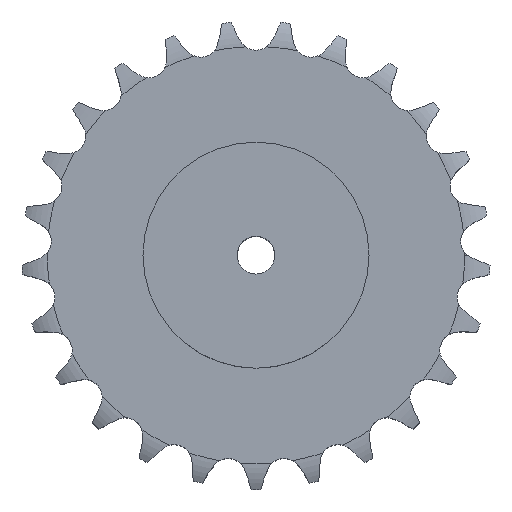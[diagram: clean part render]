
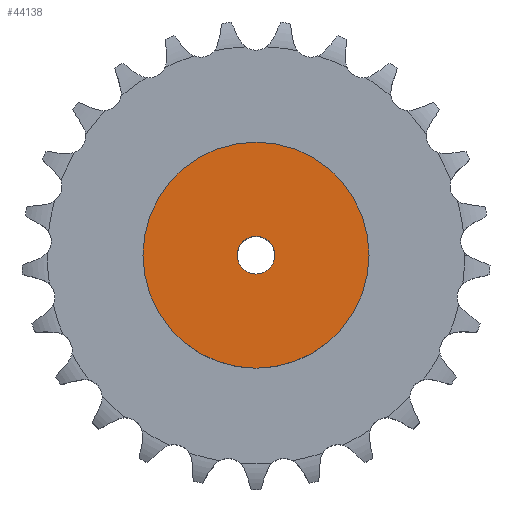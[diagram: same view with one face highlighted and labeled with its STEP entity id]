
A CAD part, top view. The second image highlights one B-rep face of the part: STEP entity #44138.
In plain terms, the highlighted planar face has unit normal (0, 0, 1).
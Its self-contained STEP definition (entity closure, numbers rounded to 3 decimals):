
#23594 = CYLINDRICAL_SURFACE('',#23595,15.);
#23595 = AXIS2_PLACEMENT_3D('',#23596,#23597,#23598);
#23596 = CARTESIAN_POINT('',(0.,0.,578.062));
#23597 = DIRECTION('',(0.,0.,1.));
#23598 = DIRECTION('',(1.,0.,0.));
#30075 = EDGE_CURVE('',#30076,#30076,#30078,.T.);
#30076 = VERTEX_POINT('',#30077);
#30077 = CARTESIAN_POINT('',(15.,0.,120.));
#30078 = SURFACE_CURVE('',#30079,(#30084,#30091),.PCURVE_S1.);
#30079 = CIRCLE('',#30080,15.);
#30080 = AXIS2_PLACEMENT_3D('',#30081,#30082,#30083);
#30081 = CARTESIAN_POINT('',(0.,0.,120.));
#30082 = DIRECTION('',(0.,0.,1.));
#30083 = DIRECTION('',(1.,0.,0.));
#30084 = PCURVE('',#23594,#30085);
#30085 = DEFINITIONAL_REPRESENTATION('',(#30086),#30090);
#30086 = LINE('',#30087,#30088);
#30087 = CARTESIAN_POINT('',(0.,-458.062));
#30088 = VECTOR('',#30089,1.);
#30089 = DIRECTION('',(1.,0.));
#30090 = ( GEOMETRIC_REPRESENTATION_CONTEXT(2) 
PARAMETRIC_REPRESENTATION_CONTEXT() REPRESENTATION_CONTEXT('2D SPACE',''
  ) );
#30091 = PCURVE('',#30092,#30097);
#30092 = PLANE('',#30093);
#30093 = AXIS2_PLACEMENT_3D('',#30094,#30095,#30096);
#30094 = CARTESIAN_POINT('',(0.,0.,120.
    ));
#30095 = DIRECTION('',(0.,0.,1.));
#30096 = DIRECTION('',(1.,0.,0.));
#30097 = DEFINITIONAL_REPRESENTATION('',(#30098),#30102);
#30098 = CIRCLE('',#30099,15.);
#30099 = AXIS2_PLACEMENT_2D('',#30100,#30101);
#30100 = CARTESIAN_POINT('',(0.,0.));
#30101 = DIRECTION('',(1.,0.));
#30102 = ( GEOMETRIC_REPRESENTATION_CONTEXT(2) 
PARAMETRIC_REPRESENTATION_CONTEXT() REPRESENTATION_CONTEXT('2D SPACE',''
  ) );
#44138 = ADVANCED_FACE('',(#44139,#44170),#30092,.T.);
#44139 = FACE_BOUND('',#44140,.T.);
#44140 = EDGE_LOOP('',(#44141));
#44141 = ORIENTED_EDGE('',*,*,#44142,.T.);
#44142 = EDGE_CURVE('',#44143,#44143,#44145,.T.);
#44143 = VERTEX_POINT('',#44144);
#44144 = CARTESIAN_POINT('',(90.,0.,120.));
#44145 = SURFACE_CURVE('',#44146,(#44151,#44158),.PCURVE_S1.);
#44146 = CIRCLE('',#44147,90.);
#44147 = AXIS2_PLACEMENT_3D('',#44148,#44149,#44150);
#44148 = CARTESIAN_POINT('',(0.,0.,120.));
#44149 = DIRECTION('',(0.,0.,1.));
#44150 = DIRECTION('',(1.,0.,0.));
#44151 = PCURVE('',#30092,#44152);
#44152 = DEFINITIONAL_REPRESENTATION('',(#44153),#44157);
#44153 = CIRCLE('',#44154,90.);
#44154 = AXIS2_PLACEMENT_2D('',#44155,#44156);
#44155 = CARTESIAN_POINT('',(0.,0.));
#44156 = DIRECTION('',(1.,0.));
#44157 = ( GEOMETRIC_REPRESENTATION_CONTEXT(2) 
PARAMETRIC_REPRESENTATION_CONTEXT() REPRESENTATION_CONTEXT('2D SPACE',''
  ) );
#44158 = PCURVE('',#44159,#44164);
#44159 = CYLINDRICAL_SURFACE('',#44160,90.);
#44160 = AXIS2_PLACEMENT_3D('',#44161,#44162,#44163);
#44161 = CARTESIAN_POINT('',(0.,0.,0.));
#44162 = DIRECTION('',(-0.,-0.,-1.));
#44163 = DIRECTION('',(1.,0.,0.));
#44164 = DEFINITIONAL_REPRESENTATION('',(#44165),#44169);
#44165 = LINE('',#44166,#44167);
#44166 = CARTESIAN_POINT('',(-0.,-120.));
#44167 = VECTOR('',#44168,1.);
#44168 = DIRECTION('',(-1.,0.));
#44169 = ( GEOMETRIC_REPRESENTATION_CONTEXT(2) 
PARAMETRIC_REPRESENTATION_CONTEXT() REPRESENTATION_CONTEXT('2D SPACE',''
  ) );
#44170 = FACE_BOUND('',#44171,.T.);
#44171 = EDGE_LOOP('',(#44172));
#44172 = ORIENTED_EDGE('',*,*,#30075,.F.);
